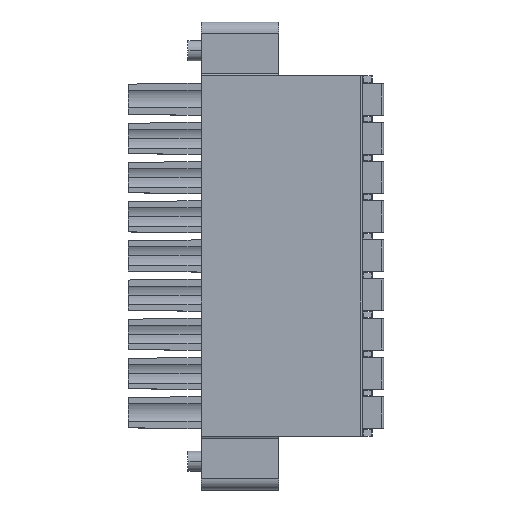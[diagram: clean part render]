
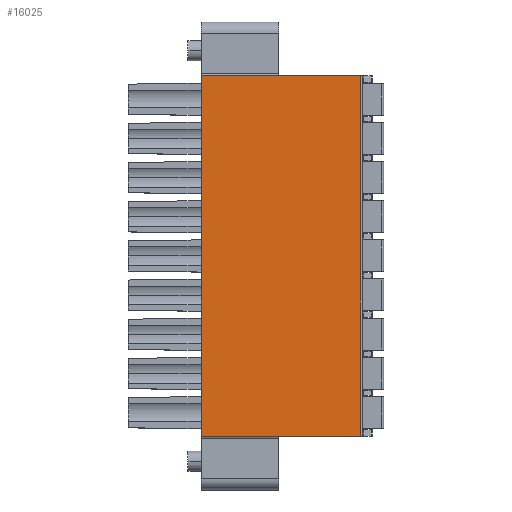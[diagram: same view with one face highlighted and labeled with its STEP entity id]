
A CAD part, top view. The second image highlights one B-rep face of the part: STEP entity #16025.
In plain terms, the highlighted planar face has unit normal (0, 0, 1).
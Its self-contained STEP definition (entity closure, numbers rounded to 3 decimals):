
#4869=DIRECTION('',(0.,1.,0.));
#4870=VECTOR('',#4869,32.2);
#4871=CARTESIAN_POINT('',(-6.625,-35.645,23.4));
#4872=LINE('',#4871,#4870);
#4873=DIRECTION('',(0.,-1.,0.));
#4874=VECTOR('',#4873,32.2);
#4875=CARTESIAN_POINT('',(7.575,-3.445,23.4));
#4876=LINE('',#4875,#4874);
#4877=DIRECTION('',(-1.,0.,0.));
#4878=VECTOR('',#4877,6.95);
#4879=CARTESIAN_POINT('',(0.325,-3.445,23.4));
#4880=LINE('',#4879,#4878);
#4961=DIRECTION('',(-1.,0.,0.));
#4962=VECTOR('',#4961,7.25);
#4963=CARTESIAN_POINT('',(7.575,-3.445,23.4));
#4964=LINE('',#4963,#4962);
#5251=DIRECTION('',(1.,0.,0.));
#5252=VECTOR('',#5251,7.25);
#5253=CARTESIAN_POINT('',(0.325,-35.645,23.4));
#5254=LINE('',#5253,#5252);
#5951=DIRECTION('',(1.,0.,0.));
#5952=VECTOR('',#5951,6.95);
#5953=CARTESIAN_POINT('',(-6.625,-35.645,23.4));
#5954=LINE('',#5953,#5952);
#7401=CARTESIAN_POINT('',(-6.625,-35.645,23.4));
#7403=VERTEX_POINT('',#7401);
#7570=CARTESIAN_POINT('',(7.575,-35.645,23.4));
#7571=VERTEX_POINT('',#7570);
#7572=CARTESIAN_POINT('',(0.325,-35.645,23.4));
#7573=VERTEX_POINT('',#7572);
#9154=CARTESIAN_POINT('',(-6.625,-3.445,23.4));
#9155=VERTEX_POINT('',#9154);
#9235=CARTESIAN_POINT('',(7.575,-3.445,23.4));
#9236=VERTEX_POINT('',#9235);
#9237=CARTESIAN_POINT('',(0.325,-3.445,23.4));
#9238=VERTEX_POINT('',#9237);
#16008=CARTESIAN_POINT('',(4.299,13.355,23.4));
#16009=DIRECTION('',(0.,0.,1.));
#16010=DIRECTION('',(-1.,0.,0.));
#16011=AXIS2_PLACEMENT_3D('',#16008,#16009,#16010);
#16012=PLANE('',#16011);
#16013=ORIENTED_EDGE('',*,*,#9463,.T.);
#16015=ORIENTED_EDGE('',*,*,#16014,.F.);
#16017=ORIENTED_EDGE('',*,*,#16016,.F.);
#16018=ORIENTED_EDGE('',*,*,#15998,.T.);
#16020=ORIENTED_EDGE('',*,*,#16019,.F.);
#16022=ORIENTED_EDGE('',*,*,#16021,.F.);
#16023=EDGE_LOOP('',(#16013,#16015,#16017,#16018,#16020,#16022));
#16024=FACE_OUTER_BOUND('',#16023,.F.);
#9463=EDGE_CURVE('',#7403,#9155,#4872,.T.);
#15998=EDGE_CURVE('',#9236,#7571,#4876,.T.);
#16014=EDGE_CURVE('',#9238,#9155,#4880,.T.);
#16016=EDGE_CURVE('',#9236,#9238,#4964,.T.);
#16019=EDGE_CURVE('',#7573,#7571,#5254,.T.);
#16021=EDGE_CURVE('',#7403,#7573,#5954,.T.);
#16025=ADVANCED_FACE('',(#16024),#16012,.T.);
